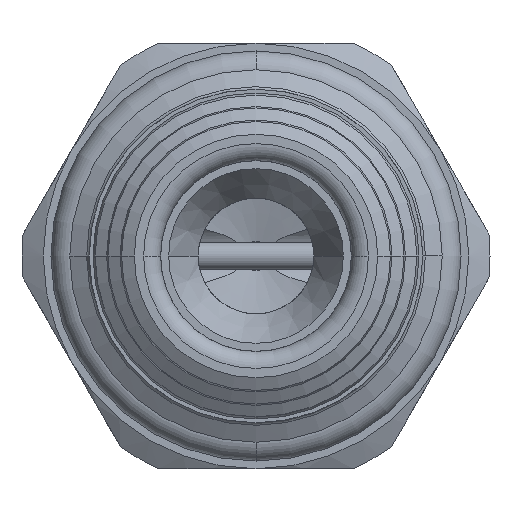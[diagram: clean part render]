
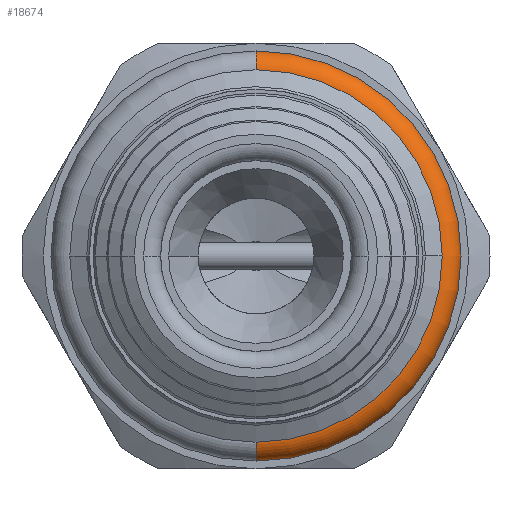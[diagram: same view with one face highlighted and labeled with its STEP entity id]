
A CAD part, front view. The second image highlights one B-rep face of the part: STEP entity #18674.
In plain terms, the highlighted toroidal (fillet/blend) face has major radius 10.82 mm and minor radius 1.23 mm.
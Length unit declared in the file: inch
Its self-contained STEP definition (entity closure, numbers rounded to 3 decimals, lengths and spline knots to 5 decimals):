
#4905=CARTESIAN_POINT('',(0.,0.54958,0.));
#4906=DIRECTION('',(0.,-1.,0.));
#4907=DIRECTION('',(0.,0.,-1.));
#4908=AXIS2_PLACEMENT_3D('',#4905,#4906,#4907);
#4925=CARTESIAN_POINT('',(0.,0.52244,0.42598));
#4926=DIRECTION('',(-1.,0.,0.));
#4927=DIRECTION('',(0.,-0.559,-0.829));
#4928=AXIS2_PLACEMENT_3D('',#4925,#4926,#4927);
#4930=CARTESIAN_POINT('',(0.,0.52244,-0.42598));
#4931=DIRECTION('',(-1.,0.,0.));
#4932=DIRECTION('',(0.,0.56,0.828));
#4933=AXIS2_PLACEMENT_3D('',#4930,#4931,#4932);
#4935=CARTESIAN_POINT('',(0.,0.54958,0.));
#4936=DIRECTION('',(0.,-1.,0.));
#4937=DIRECTION('',(1.,0.,0.));
#4938=AXIS2_PLACEMENT_3D('',#4935,#4936,#4937);
#4960=CARTESIAN_POINT('',(0.,0.49538,0.));
#4961=DIRECTION('',(0.,-1.,0.));
#4962=DIRECTION('',(1.,0.,0.));
#4963=AXIS2_PLACEMENT_3D('',#4960,#4961,#4962);
#4978=CARTESIAN_POINT('',(0.,0.49538,0.));
#4979=DIRECTION('',(0.,-1.,0.));
#4980=DIRECTION('',(0.,0.,-1.));
#4981=AXIS2_PLACEMENT_3D('',#4978,#4979,#4980);
#15023=CARTESIAN_POINT('',(0.,0.49538,-0.38583));
#15025=VERTEX_POINT('',#15023);
#15026=CARTESIAN_POINT('',(0.38583,0.49538,0.));
#15027=VERTEX_POINT('',#15026);
#15028=CARTESIAN_POINT('',(0.,0.49538,0.38583));
#15029=VERTEX_POINT('',#15028);
#15030=CARTESIAN_POINT('',(0.38588,0.54958,
0.));
#15031=CARTESIAN_POINT('',(0.,0.54958,0.38588));
#15032=VERTEX_POINT('',#15030);
#15033=VERTEX_POINT('',#15031);
#15036=CARTESIAN_POINT('',(0.,0.54958,-0.38588));
#15037=VERTEX_POINT('',#15036);
#18656=CARTESIAN_POINT('',(0.,0.52244,0.));
#18657=DIRECTION('',(0.,-1.,0.));
#18658=DIRECTION('',(0.,0.,1.));
#18659=AXIS2_PLACEMENT_3D('',#18656,#18657,#18658);
#18660=TOROIDAL_SURFACE('925',#18659,0.42598,0.04843);
#18662=ORIENTED_EDGE('2943',*,*,#18661,.T.);
#18664=ORIENTED_EDGE('2935',*,*,#18663,.F.);
#18665=ORIENTED_EDGE('2937',*,*,#18644,.F.);
#18667=ORIENTED_EDGE('2944',*,*,#18666,.T.);
#18669=ORIENTED_EDGE('2932',*,*,#18668,.T.);
#18671=ORIENTED_EDGE('2934',*,*,#18670,.T.);
#18672=EDGE_LOOP('925',(#18662,#18664,#18665,#18667,#18669,#18671));
#18673=FACE_OUTER_BOUND('925',#18672,.F.);
#4909=CIRCLE('2937',#4908,0.38588);
#4929=CIRCLE('2943',#4928,0.04843);
#4934=CIRCLE('2944',#4933,0.04843);
#4939=CIRCLE('2935',#4938,0.38588);
#4964=CIRCLE('2934',#4963,0.38583);
#4982=CIRCLE('2932',#4981,0.38583);
#18644=EDGE_CURVE('2937',#15037,#15032,#4909,.T.);
#18661=EDGE_CURVE('2943',#15029,#15033,#4929,.T.);
#18663=EDGE_CURVE('2935',#15032,#15033,#4939,.T.);
#18666=EDGE_CURVE('2944',#15037,#15025,#4934,.T.);
#18668=EDGE_CURVE('2932',#15025,#15027,#4982,.T.);
#18670=EDGE_CURVE('2934',#15027,#15029,#4964,.T.);
#18674=ADVANCED_FACE('925',(#18673),#18660,.T.);
